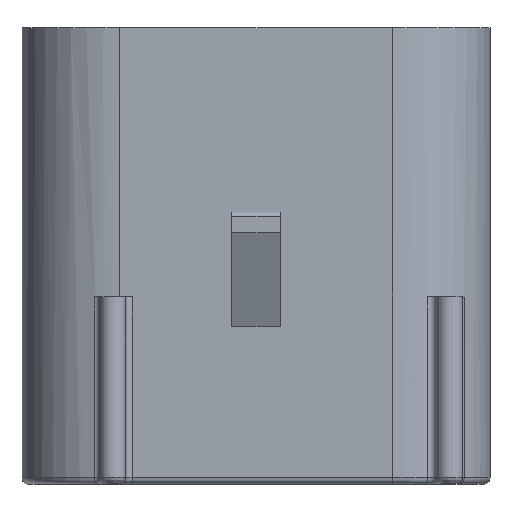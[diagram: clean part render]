
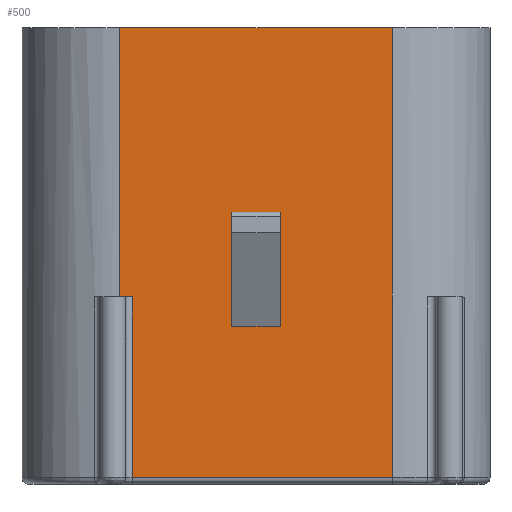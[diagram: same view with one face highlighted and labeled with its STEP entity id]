
A CAD part, top view. The second image highlights one B-rep face of the part: STEP entity #500.
In plain terms, the highlighted planar face has unit normal (0, 0, 1).
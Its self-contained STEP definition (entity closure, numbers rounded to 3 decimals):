
#276=FACE_BOUND('',#1097,.T.);
#277=FACE_BOUND('',#1098,.T.);
#500=ADVANCED_FACE('',(#276,#277),#740,.T.);
#740=PLANE('',#4474);
#1097=EDGE_LOOP('',(#2086,#2087,#2088,#2089));
#1098=EDGE_LOOP('',(#2090,#2091,#2092,#2093,#2094,#2095));
#1352=LINE('',#6373,#1714);
#1353=LINE('',#6377,#1715);
#1354=LINE('',#6380,#1716);
#1355=LINE('',#6382,#1717);
#1356=LINE('',#6384,#1718);
#1357=LINE('',#6385,#1719);
#1358=LINE('',#6388,#1720);
#1359=LINE('',#6390,#1721);
#1360=LINE('',#6392,#1722);
#1361=LINE('',#6393,#1723);
#1714=VECTOR('',#4972,1.);
#1715=VECTOR('',#4977,1.);
#1716=VECTOR('',#4978,1.);
#1717=VECTOR('',#4979,1.);
#1718=VECTOR('',#4980,1.);
#1719=VECTOR('',#4981,1.);
#1720=VECTOR('',#4982,1.);
#1721=VECTOR('',#4983,1.);
#1722=VECTOR('',#4984,1.);
#1723=VECTOR('',#4985,1.);
#2086=ORIENTED_EDGE('',*,*,#3804,.F.);
#2087=ORIENTED_EDGE('',*,*,#3805,.F.);
#2088=ORIENTED_EDGE('',*,*,#3806,.T.);
#2089=ORIENTED_EDGE('',*,*,#3807,.F.);
#2090=ORIENTED_EDGE('',*,*,#3808,.T.);
#2091=ORIENTED_EDGE('',*,*,#3809,.T.);
#2092=ORIENTED_EDGE('',*,*,#3810,.F.);
#2093=ORIENTED_EDGE('',*,*,#3811,.T.);
#2094=ORIENTED_EDGE('',*,*,#3802,.T.);
#2095=ORIENTED_EDGE('',*,*,#3812,.F.);
#3380=VERTEX_POINT('',#6372);
#3381=VERTEX_POINT('',#6374);
#3382=VERTEX_POINT('',#6378);
#3383=VERTEX_POINT('',#6379);
#3384=VERTEX_POINT('',#6381);
#3385=VERTEX_POINT('',#6383);
#3386=VERTEX_POINT('',#6386);
#3387=VERTEX_POINT('',#6387);
#3388=VERTEX_POINT('',#6389);
#3389=VERTEX_POINT('',#6391);
#3802=EDGE_CURVE('',#3381,#3380,#1352,.T.);
#3804=EDGE_CURVE('',#3382,#3383,#1353,.T.);
#3805=EDGE_CURVE('',#3384,#3382,#1354,.T.);
#3806=EDGE_CURVE('',#3384,#3385,#1355,.T.);
#3807=EDGE_CURVE('',#3383,#3385,#1356,.T.);
#3808=EDGE_CURVE('',#3386,#3387,#1357,.T.);
#3809=EDGE_CURVE('',#3387,#3388,#1358,.T.);
#3810=EDGE_CURVE('',#3389,#3388,#1359,.T.);
#3811=EDGE_CURVE('',#3389,#3381,#1360,.T.);
#3812=EDGE_CURVE('',#3386,#3380,#1361,.T.);
#4474=AXIS2_PLACEMENT_3D('',#6394,#4986,#4987);
#4972=DIRECTION('',(0.,-1.,0.));
#4977=DIRECTION('',(0.,-1.,0.));
#4978=DIRECTION('',(-1.,0.,0.));
#4979=DIRECTION('',(0.,-1.,0.));
#4980=DIRECTION('',(1.,0.,0.));
#4981=DIRECTION('',(0.,-1.,0.));
#4982=DIRECTION('',(1.,0.,0.));
#4983=DIRECTION('',(0.,-1.,0.));
#4984=DIRECTION('',(-1.,0.,0.));
#4985=DIRECTION('',(-1.,0.,0.));
#4986=DIRECTION('',(0.,0.,1.));
#4987=DIRECTION('',(0.,-1.,0.));
#6372=CARTESIAN_POINT('',(12.601,10.198,16.889));
#6373=CARTESIAN_POINT('',(12.601,22.098,16.889));
#6374=CARTESIAN_POINT('',(12.601,22.598,16.889));
#6377=CARTESIAN_POINT('',(17.746,18.85,16.889));
#6378=CARTESIAN_POINT('',(17.746,13.786,16.889));
#6379=CARTESIAN_POINT('',(17.746,8.85,16.889));
#6380=CARTESIAN_POINT('',(18.871,13.786,16.889));
#6381=CARTESIAN_POINT('',(19.996,13.786,16.889));
#6382=CARTESIAN_POINT('',(19.996,18.85,16.889));
#6383=CARTESIAN_POINT('',(19.996,8.85,16.889));
#6384=CARTESIAN_POINT('',(18.871,8.85,16.889));
#6385=CARTESIAN_POINT('',(13.171,1.598,16.889));
#6386=CARTESIAN_POINT('',(13.171,10.198,16.889));
#6387=CARTESIAN_POINT('',(13.171,1.898,16.889));
#6388=CARTESIAN_POINT('',(21.406,1.898,16.889));
#6389=CARTESIAN_POINT('',(25.141,1.898,16.889));
#6390=CARTESIAN_POINT('',(25.141,22.098,16.889));
#6391=CARTESIAN_POINT('',(25.141,22.598,16.889));
#6392=CARTESIAN_POINT('',(21.406,22.598,16.889));
#6393=CARTESIAN_POINT('',(21.406,10.198,16.889));
#6394=CARTESIAN_POINT('',(21.406,22.098,16.889));
